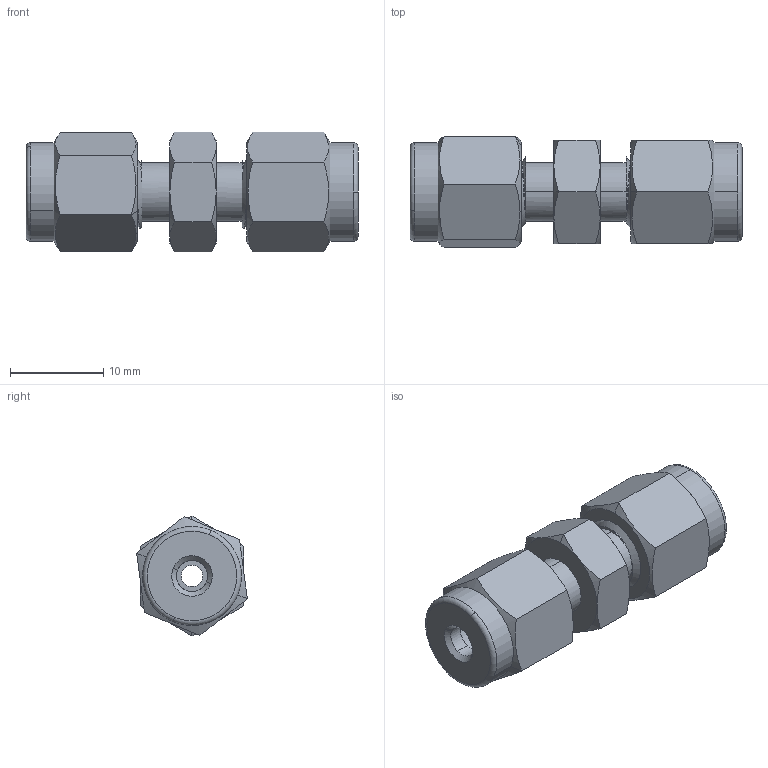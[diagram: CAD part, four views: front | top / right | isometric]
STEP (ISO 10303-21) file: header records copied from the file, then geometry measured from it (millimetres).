
FILE_DESCRIPTION(('STEP AP203'),'1');
FILE_NAME('su-2.stp','2022-11-17T18:28:02',('TraceParts'),('TraceParts S.A.'),'Spatial InterOp 3D',' ',' ');
FILE_SCHEMA(('CONFIG_CONTROL_DESIGN'));
Length unit declared in the file: millimetre
Products named in the file (1): 1
Bounding box: 35.56 x 11.86 x 12.83 mm (x, y, z)
Volume: 2655.3 mm3; surface area: 2777.7 mm2
Topology: 3 solids, 3 shells, 118 faces, 284 edges, 180 vertices
Faces by surface type: cylinder 42, plane 36, cone 32, bspline 4, torus 4
Entity records: 4446 total; most frequent: CARTESIAN_POINT 1761, ORIENTED_EDGE 568, DIRECTION 540, EDGE_CURVE 284, AXIS2_PLACEMENT_3D 229, VERTEX_POINT 180, EDGE_LOOP 132, ADVANCED_FACE 118
